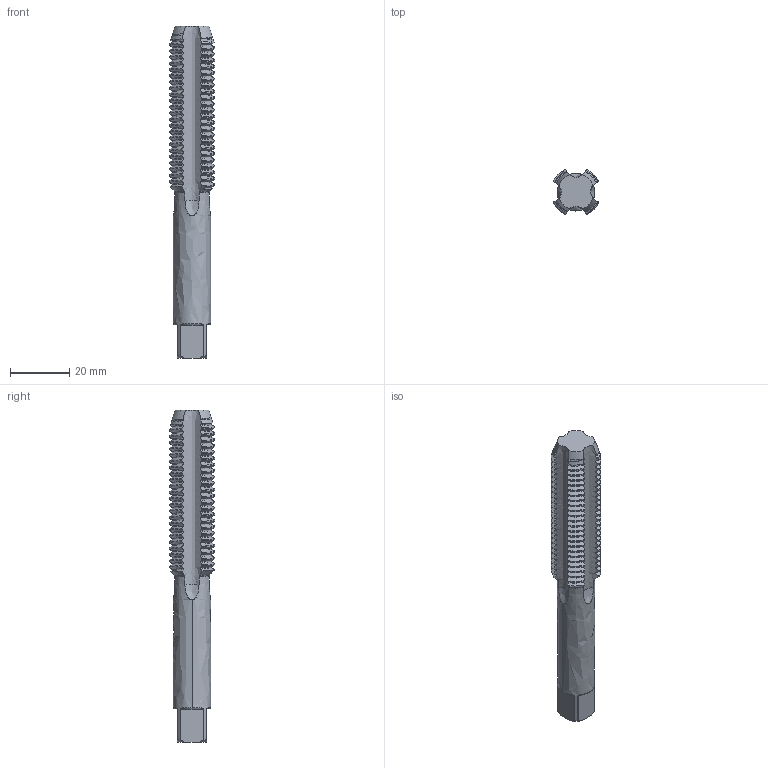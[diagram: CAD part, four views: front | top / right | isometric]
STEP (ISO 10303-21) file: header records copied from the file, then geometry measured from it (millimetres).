
FILE_DESCRIPTION(('FreeCAD Model'),'2;1');
FILE_NAME('Open CASCADE Shape Model','2025-05-01T06:11:52',('FreeCAD'),( 'FreeCAD'),'Open CASCADE STEP processor 7.6','FreeCAD','Unknown');
FILE_SCHEMA(('AUTOMOTIVE_DESIGN { 1 0 10303 214 1 1 1 1 }'));
Products named in the file (1): Open CASCADE STEP translator 7.6 1
Bounding box: 15.32 x 15.32 x 111.81 mm (x, y, z)
Volume: 14006.3 mm3; surface area: 6198.3 mm2
Topology: 1 solids, 1 shells, 457 faces, 1349 edges, 894 vertices
Faces by surface type: bspline 457
Entity records: 50508 total; most frequent: CARTESIAN_POINT 42569, ORIENTED_EDGE 2698, EDGE_CURVE 1349, B_SPLINE_CURVE_WITH_KNOTS 1300, VERTEX_POINT 894, ADVANCED_FACE 457, FACE_BOUND 457, EDGE_LOOP 457
